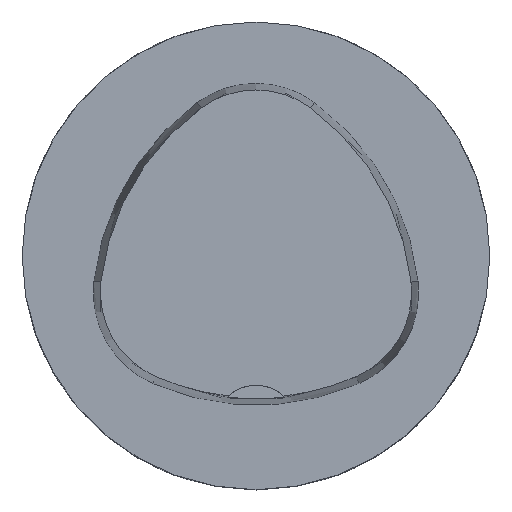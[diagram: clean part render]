
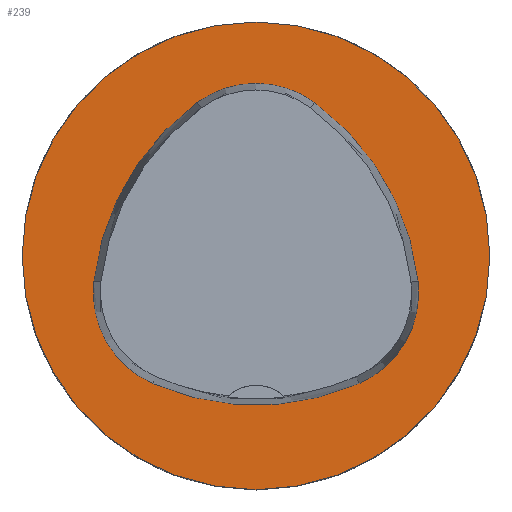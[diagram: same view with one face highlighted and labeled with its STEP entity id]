
A CAD part, top view. The second image highlights one B-rep face of the part: STEP entity #239.
In plain terms, the highlighted planar face has unit normal (0, 0, 1).
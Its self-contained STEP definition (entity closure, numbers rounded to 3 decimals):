
#239=ADVANCED_FACE('',(#273,#274),#260,.T.);
#260=PLANE('',#629);
#273=FACE_BOUND('',#307,.T.);
#274=FACE_BOUND('',#308,.T.);
#307=EDGE_LOOP('',(#408,#409,#410,#411,#412,#413));
#308=EDGE_LOOP('',(#414));
#408=ORIENTED_EDGE('',*,*,#531,.T.);
#409=ORIENTED_EDGE('',*,*,#529,.T.);
#410=ORIENTED_EDGE('',*,*,#527,.T.);
#411=ORIENTED_EDGE('',*,*,#525,.T.);
#412=ORIENTED_EDGE('',*,*,#523,.T.);
#413=ORIENTED_EDGE('',*,*,#521,.T.);
#414=ORIENTED_EDGE('',*,*,#544,.F.);
#470=VERTEX_POINT('',#872);
#471=VERTEX_POINT('',#874);
#472=VERTEX_POINT('',#878);
#473=VERTEX_POINT('',#882);
#474=VERTEX_POINT('',#886);
#475=VERTEX_POINT('',#890);
#484=VERTEX_POINT('',#922);
#521=EDGE_CURVE('',#471,#470,#572,.T.);
#523=EDGE_CURVE('',#472,#471,#573,.T.);
#525=EDGE_CURVE('',#473,#472,#574,.T.);
#527=EDGE_CURVE('',#474,#473,#575,.T.);
#529=EDGE_CURVE('',#475,#474,#576,.T.);
#531=EDGE_CURVE('',#470,#475,#577,.T.);
#544=EDGE_CURVE('',#484,#484,#578,.T.);
#572=CIRCLE('',#606,44.0);
#573=CIRCLE('',#608,17.0);
#574=CIRCLE('',#610,44.0);
#575=CIRCLE('',#612,17.0);
#576=CIRCLE('',#614,44.0);
#577=CIRCLE('',#616,17.0);
#578=CIRCLE('',#628,40.0);
#606=AXIS2_PLACEMENT_3D('',#873,#705,#706);
#608=AXIS2_PLACEMENT_3D('',#877,#710,#711);
#610=AXIS2_PLACEMENT_3D('',#881,#715,#716);
#612=AXIS2_PLACEMENT_3D('',#885,#720,#721);
#614=AXIS2_PLACEMENT_3D('',#889,#725,#726);
#616=AXIS2_PLACEMENT_3D('',#893,#730,#731);
#628=AXIS2_PLACEMENT_3D('',#921,#762,#763);
#629=AXIS2_PLACEMENT_3D('',#923,#764,#765);
#705=DIRECTION('',(0.0,0.0,-1.0));
#706=DIRECTION('',(-1.0,0.0,0.0));
#710=DIRECTION('',(0.0,0.0,-1.0));
#711=DIRECTION('',(-1.0,0.0,0.0));
#715=DIRECTION('',(0.0,0.0,-1.0));
#716=DIRECTION('',(-1.0,0.0,0.0));
#720=DIRECTION('',(0.0,0.0,-1.0));
#721=DIRECTION('',(-1.0,0.0,0.0));
#725=DIRECTION('',(0.0,0.0,-1.0));
#726=DIRECTION('',(-1.0,0.0,0.0));
#730=DIRECTION('',(0.0,0.0,-1.0));
#731=DIRECTION('',(-1.0,0.0,0.0));
#762=DIRECTION('',(0.0,0.0,-1.0));
#763=DIRECTION('',(-1.0,0.0,0.0));
#764=DIRECTION('',(0.0,0.0,1.0));
#765=DIRECTION('',(-1.0,0.0,0.0));
#872=CARTESIAN_POINT('',(-17.652,-21.819,0.0));
#873=CARTESIAN_POINT('',(0.017,18.477,0.0));
#874=CARTESIAN_POINT('',(17.611,-21.852,0.0));
#877=CARTESIAN_POINT('',(10.814,-6.27,0.0));
#878=CARTESIAN_POINT('',(27.71,-4.394,0.0));
#881=CARTESIAN_POINT('',(-16.021,-9.25,0.0));
#882=CARTESIAN_POINT('',(10.049,26.194,0.0));
#885=CARTESIAN_POINT('',(-0.023,12.5,0.0));
#886=CARTESIAN_POINT('',(-10.119,26.178,0.0));
#889=CARTESIAN_POINT('',(16.01,-9.224,0.0));
#890=CARTESIAN_POINT('',(-27.722,-4.378,0.0));
#893=CARTESIAN_POINT('',(-10.825,-6.25,0.0));
#921=CARTESIAN_POINT('',(0.0,0.0,0.0));
#922=CARTESIAN_POINT('',(-40.0,0.0,0.0));
#923=CARTESIAN_POINT('',(0.0,0.0,0.0));
